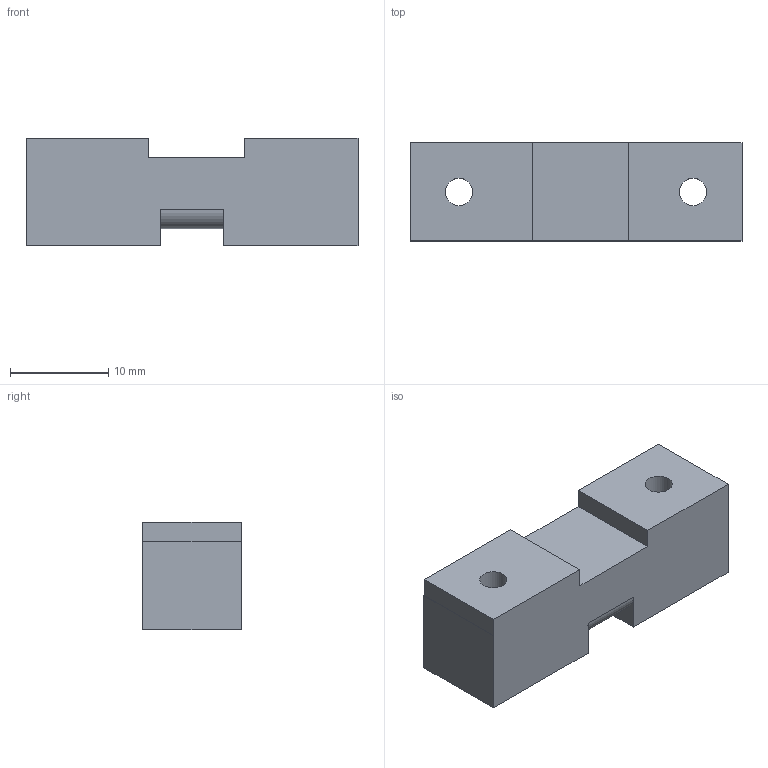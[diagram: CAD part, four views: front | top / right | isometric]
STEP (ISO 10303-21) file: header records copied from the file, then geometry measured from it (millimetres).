
FILE_DESCRIPTION(/* description */ (''),/* implementation_level */ '2;1');
FILE_NAME(/* name */ 'Powercell LED Bracket - In shell mounting.step',/* time_stamp */ '2023-01-22T14:23:10Z',/* author */ (''),/* organization */ (''),/* preprocessor_version */ 'ST-DEVELOPER v19.2',/* originating_system */ 'Autodesk Translation Framework v11.17.0.187',/* authorisation */ '');
FILE_SCHEMA (('AUTOMOTIVE_DESIGN { 1 0 10303 214 3 1 1 }'));
Length unit declared in the file: millimetre
Products named in the file (2): Powercell LED Bracket; In Shell - Glue to Shell
Assembly tree (1 placements, depth 2):
  Powercell LED Bracket
    In Shell - Glue to Shell
Bounding box: 33.84 x 10 x 11 mm (x, y, z)
Volume: 3077.6 mm3; surface area: 2056.3 mm2
Topology: 1 solids, 1 shells, 24 faces, 68 edges, 44 vertices
Faces by surface type: plane 18, cylinder 6
Full cylindrical faces by diameter (mm): 2.8 x2
Entity records: 833 total; most frequent: CARTESIAN_POINT 139, ORIENTED_EDGE 136, DIRECTION 134, EDGE_CURVE 68, LINE 56, VECTOR 56, VERTEX_POINT 44, AXIS2_PLACEMENT_3D 39
